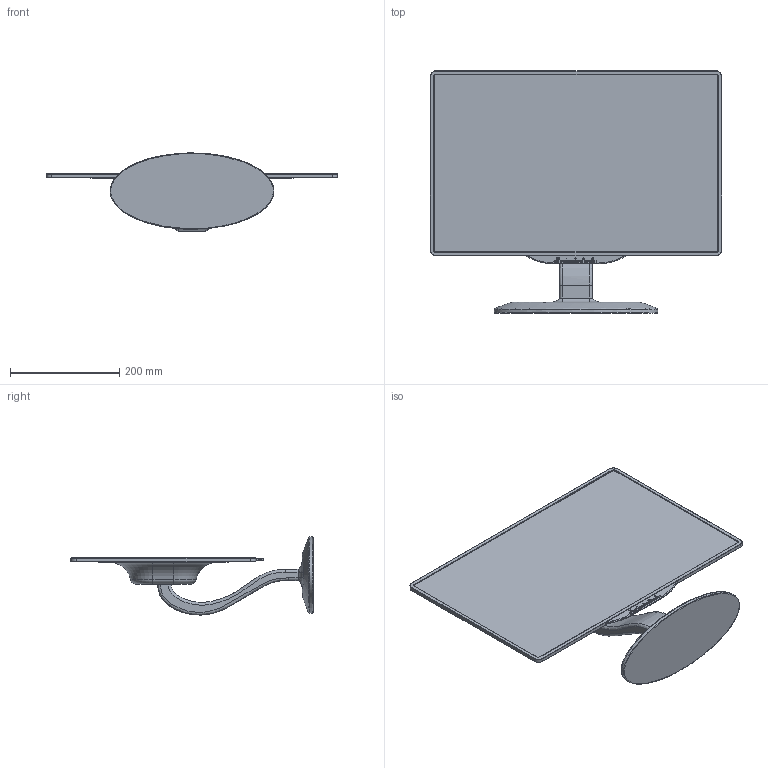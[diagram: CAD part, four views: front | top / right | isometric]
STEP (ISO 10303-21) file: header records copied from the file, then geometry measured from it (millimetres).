
FILE_DESCRIPTION((''),'2;1');
FILE_NAME('Monitor 24 Zoll-02.stp','2014-02-27T11:21:13',('MHerrwerth'),(''),'Autodesk Inventor 2013','Autodesk Inventor 2013','');
FILE_SCHEMA(('AUTOMOTIVE_DESIGN { 1 0 10303 214 1 1 1 1 }'));
Length unit declared in the file: millimetre
Products named in the file (1): Monitor 24 Zoll-02
Bounding box: 534 x 444 x 143.39 mm (x, y, z)
Volume: 2859048.1 mm3; surface area: 546991.8 mm2
Topology: 9 solids, 9 shells, 1786 faces, 4381 edges, 2641 vertices
Faces by surface type: cylinder 756, plane 592, torus 348, bspline 56, cone 18, sphere 16
Entity records: 55740 total; most frequent: CARTESIAN_POINT 11962, DIRECTION 9671, ORIENTED_EDGE 8756, EDGE_CURVE 4378, AXIS2_PLACEMENT_3D 3639, VERTEX_POINT 2641, VECTOR 2393, LINE 2393
